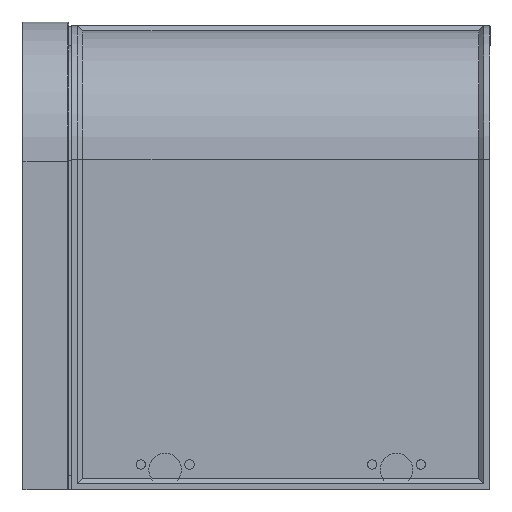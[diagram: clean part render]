
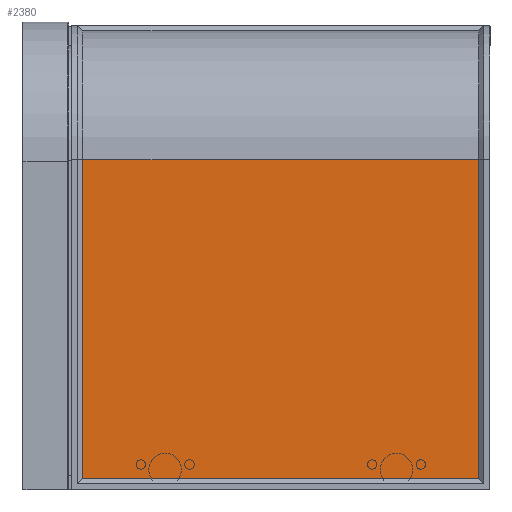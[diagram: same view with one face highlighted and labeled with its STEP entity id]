
A CAD part, left-side view. The second image highlights one B-rep face of the part: STEP entity #2380.
In plain terms, the highlighted planar face has unit normal (-1, 0, 0).
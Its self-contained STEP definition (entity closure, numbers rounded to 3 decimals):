
#126 = ORIENTED_EDGE ( 'NONE', *, *, #2810, .F. ) ;
#444 = EDGE_CURVE ( 'NONE', #3179, #8402, #7185, .T. ) ;
#633 = VECTOR ( 'NONE', #6691, 1000. ) ;
#1374 = ORIENTED_EDGE ( 'NONE', *, *, #5266, .T. ) ;
#1529 = LINE ( 'NONE', #4280, #7396 ) ;
#2380 = ADVANCED_FACE ( 'NONE', ( #6132 ), #3305, .T. ) ;
#2635 = CARTESIAN_POINT ( 'NONE',  ( -77.5, 12., 105. ) ) ;
#2668 = CARTESIAN_POINT ( 'NONE',  ( -77.5, 961.831, -241.5 ) ) ;
#2685 = ORIENTED_EDGE ( 'NONE', *, *, #444, .T. ) ;
#2774 = ORIENTED_EDGE ( 'NONE', *, *, #4809, .T. ) ;
#2810 = EDGE_CURVE ( 'NONE', #3179, #8660, #4552, .T. ) ;
#3179 = VERTEX_POINT ( 'NONE', #7025 ) ;
#3225 = LINE ( 'NONE', #2635, #5957 ) ;
#3305 = PLANE ( 'NONE',  #7218 ) ;
#3616 = EDGE_LOOP ( 'NONE', ( #2774, #1374, #126, #2685 ) ) ;
#3873 = CARTESIAN_POINT ( 'NONE',  ( -77.5, 961.831, 105. ) ) ;
#4280 = CARTESIAN_POINT ( 'NONE',  ( -77.5, 6.5, -236. ) ) ;
#4552 = LINE ( 'NONE', #3873, #633 ) ;
#4809 = EDGE_CURVE ( 'NONE', #8402, #5314, #1529, .T. ) ;
#5103 = CARTESIAN_POINT ( 'NONE',  ( -77.5, 435., -236. ) ) ;
#5266 = EDGE_CURVE ( 'NONE', #5314, #8660, #3225, .T. ) ;
#5273 = DIRECTION ( 'NONE',  ( 0., 0., 1. ) ) ;
#5314 = VERTEX_POINT ( 'NONE', #8805 ) ;
#5394 = DIRECTION ( 'NONE',  ( 0., 0., 1. ) ) ;
#5957 = VECTOR ( 'NONE', #5273, 1000. ) ;
#6132 = FACE_OUTER_BOUND ( 'NONE', #3616, .T. ) ;
#6444 = DIRECTION ( 'NONE',  ( 0., 0., -1. ) ) ;
#6671 = CARTESIAN_POINT ( 'NONE',  ( -77.5, 435., -241.5 ) ) ;
#6691 = DIRECTION ( 'NONE',  ( 0., -1., 0. ) ) ;
#6738 = DIRECTION ( 'NONE',  ( -1., 0., 0. ) ) ;
#7025 = CARTESIAN_POINT ( 'NONE',  ( -77.5, 435., 105. ) ) ;
#7095 = DIRECTION ( 'NONE',  ( 0., -1., 0. ) ) ;
#7185 = LINE ( 'NONE', #6671, #7666 ) ;
#7218 = AXIS2_PLACEMENT_3D ( 'NONE', #2668, #6738, #5394 ) ;
#7396 = VECTOR ( 'NONE', #7095, 1000. ) ;
#7666 = VECTOR ( 'NONE', #6444, 1000. ) ;
#8022 = CARTESIAN_POINT ( 'NONE',  ( -77.5, 12., 105. ) ) ;
#8402 = VERTEX_POINT ( 'NONE', #5103 ) ;
#8660 = VERTEX_POINT ( 'NONE', #8022 ) ;
#8805 = CARTESIAN_POINT ( 'NONE',  ( -77.5, 12., -236. ) ) ;
